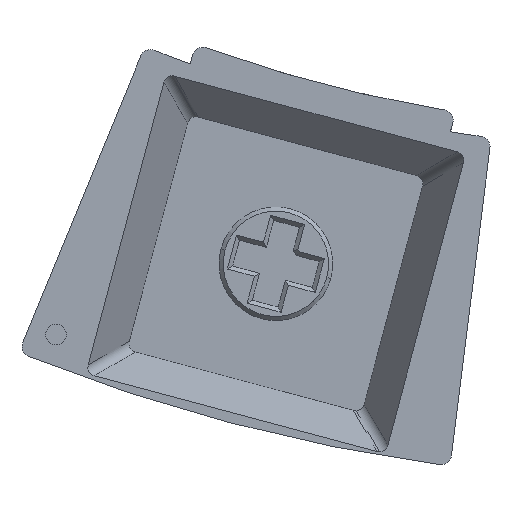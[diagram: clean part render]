
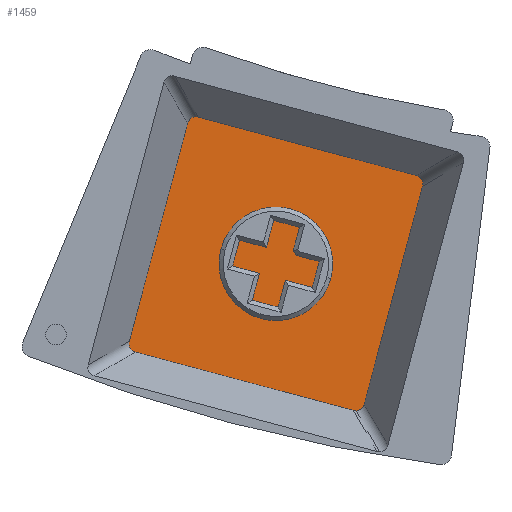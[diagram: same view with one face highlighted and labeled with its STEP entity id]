
A CAD part, front view. The second image highlights one B-rep face of the part: STEP entity #1459.
In plain terms, the highlighted planar face has unit normal (0, -1, 0).
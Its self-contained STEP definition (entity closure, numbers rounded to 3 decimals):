
#7 = CARTESIAN_POINT ( 'NONE',  ( -23.742, 0., 9.594 ) ) ;
#92 =( BOUNDED_CURVE ( )  B_SPLINE_CURVE ( 3, ( #1200, #398, #418, #934 ),
 .UNSPECIFIED., .F., .T. ) 
 B_SPLINE_CURVE_WITH_KNOTS ( ( 4, 4 ),
 ( 2.483, 3.801 ),
 .UNSPECIFIED. ) 
 CURVE ( )  GEOMETRIC_REPRESENTATION_ITEM ( )  RATIONAL_B_SPLINE_CURVE ( ( 1., 0.86, 0.86, 1. ) ) 
 REPRESENTATION_ITEM ( '' )  );
#139 = CARTESIAN_POINT ( 'NONE',  ( -24.272, 0., 9.287 ) ) ;
#158 = EDGE_CURVE ( 'NONE', #1345, #1811, #1206, .T. ) ;
#179 = CARTESIAN_POINT ( 'NONE',  ( -27.044, 0., -1.704 ) ) ;
#218 =( BOUNDED_CURVE ( )  B_SPLINE_CURVE ( 3, ( #1009, #1800, #2295, #1303 ),
 .UNSPECIFIED., .F., .T. ) 
 B_SPLINE_CURVE_WITH_KNOTS ( ( 4, 4 ),
 ( 5.624, 5.863 ),
 .UNSPECIFIED. ) 
 CURVE ( )  GEOMETRIC_REPRESENTATION_ITEM ( )  RATIONAL_B_SPLINE_CURVE ( ( 1., 0.995, 0.995, 1. ) ) 
 REPRESENTATION_ITEM ( '' )  );
#256 = CARTESIAN_POINT ( 'NONE',  ( -15.931, 0., -4.611 ) ) ;
#303 =( BOUNDED_CURVE ( )  B_SPLINE_CURVE ( 3, ( #311, #1609, #2684, #2393 ),
 .UNSPECIFIED., .F., .T. ) 
 B_SPLINE_CURVE_WITH_KNOTS ( ( 4, 4 ),
 ( 2.721, 3.801 ),
 .UNSPECIFIED. ) 
 CURVE ( )  GEOMETRIC_REPRESENTATION_ITEM ( )  RATIONAL_B_SPLINE_CURVE ( ( 1., 0.905, 0.905, 1. ) ) 
 REPRESENTATION_ITEM ( '' )  );
#311 = CARTESIAN_POINT ( 'NONE',  ( -23.87, 0., 9.611 ) ) ;
#314 = AXIS2_PLACEMENT_3D ( 'NONE', #1149, #2454, #2753 ) ;
#358 = EDGE_CURVE ( 'NONE', #3111, #779, #218, .T. ) ;
#398 = CARTESIAN_POINT ( 'NONE',  ( -12.838, 0., 6.498 ) ) ;
#418 = CARTESIAN_POINT ( 'NONE',  ( -12.956, 0., 6.704 ) ) ;
#432 = VERTEX_POINT ( 'NONE', #139 ) ;
#435 = CARTESIAN_POINT ( 'NONE',  ( -13.213, 0., 6.772 ) ) ;
#467 = VECTOR ( 'NONE', #683, 1000. ) ;
#477 = CARTESIAN_POINT ( 'NONE',  ( -12.906, 0., 6.242 ) ) ;
#516 = CARTESIAN_POINT ( 'NONE',  ( -16.13, 0., -4.611 ) ) ;
#543 = CARTESIAN_POINT ( 'NONE',  ( -23.87, 0., 9.611 ) ) ;
#571 = VERTEX_POINT ( 'NONE', #477 ) ;
#576 = LINE ( 'NONE', #1603, #1921 ) ;
#605 = ORIENTED_EDGE ( 'NONE', *, *, #3121, .T. ) ;
#683 = DIRECTION ( 'NONE',  ( 0.966, 0., -0.259 ) ) ;
#779 = VERTEX_POINT ( 'NONE', #1005 ) ;
#809 = EDGE_CURVE ( 'NONE', #1811, #2697, #3302, .T. ) ;
#826 = DIRECTION ( 'NONE',  ( -0.259, 0., -0.966 ) ) ;
#867 = CARTESIAN_POINT ( 'NONE',  ( -27.094, 0., -1.242 ) ) ;
#882 =( BOUNDED_CURVE ( )  B_SPLINE_CURVE ( 3, ( #516, #256, #1026, #2038 ),
 .UNSPECIFIED., .F., .T. ) 
 B_SPLINE_CURVE_WITH_KNOTS ( ( 4, 4 ),
 ( 5.863, 6.942 ),
 .UNSPECIFIED. ) 
 CURVE ( )  GEOMETRIC_REPRESENTATION_ITEM ( )  RATIONAL_B_SPLINE_CURVE ( ( 1., 0.905, 0.905, 1. ) ) 
 REPRESENTATION_ITEM ( '' )  );
#934 = CARTESIAN_POINT ( 'NONE',  ( -13.213, 0., 6.772 ) ) ;
#974 = EDGE_LOOP ( 'NONE', ( #1678, #1542, #3130, #1796, #605, #1031, #2151, #1695, #2686, #2425 ) ) ;
#1005 = CARTESIAN_POINT ( 'NONE',  ( -16.13, 0., -4.611 ) ) ;
#1007 =( BOUNDED_CURVE ( )  B_SPLINE_CURVE ( 3, ( #3251, #2698, #179, #2995 ),
 .UNSPECIFIED., .F., .T. ) 
 B_SPLINE_CURVE_WITH_KNOTS ( ( 4, 4 ),
 ( 5.624, 6.942 ),
 .UNSPECIFIED. ) 
 CURVE ( )  GEOMETRIC_REPRESENTATION_ITEM ( )  RATIONAL_B_SPLINE_CURVE ( ( 1., 0.86, 0.86, 1. ) ) 
 REPRESENTATION_ITEM ( '' )  );
#1009 = CARTESIAN_POINT ( 'NONE',  ( -16.258, 0., -4.594 ) ) ;
#1010 = CARTESIAN_POINT ( 'NONE',  ( -16.258, 0., -4.594 ) ) ;
#1026 = CARTESIAN_POINT ( 'NONE',  ( -15.782, 0., -4.492 ) ) ;
#1031 = ORIENTED_EDGE ( 'NONE', *, *, #1574, .T. ) ;
#1098 = EDGE_CURVE ( 'NONE', #1794, #3111, #1946, .T. ) ;
#1145 = CARTESIAN_POINT ( 'NONE',  ( -15.728, 0., -4.287 ) ) ;
#1149 = CARTESIAN_POINT ( 'NONE',  ( -0.528, 0., 76.987 ) ) ;
#1190 = DIRECTION ( 'NONE',  ( -0.966, 0., 0.259 ) ) ;
#1200 = CARTESIAN_POINT ( 'NONE',  ( -12.906, 0., 6.242 ) ) ;
#1206 = LINE ( 'NONE', #1501, #2522 ) ;
#1266 = VERTEX_POINT ( 'NONE', #867 ) ;
#1277 = EDGE_CURVE ( 'NONE', #432, #1266, #2374, .T. ) ;
#1285 = CARTESIAN_POINT ( 'NONE',  ( -23.785, 0., 9.605 ) ) ;
#1303 = CARTESIAN_POINT ( 'NONE',  ( -16.13, 0., -4.611 ) ) ;
#1343 = EDGE_CURVE ( 'NONE', #1266, #1794, #1007, .T. ) ;
#1345 = VERTEX_POINT ( 'NONE', #435 ) ;
#1459 = ADVANCED_FACE ( 'NONE', ( #3035 ), #1672, .T. ) ;
#1501 = CARTESIAN_POINT ( 'NONE',  ( -18.931, 0., 8.305 ) ) ;
#1542 = ORIENTED_EDGE ( 'NONE', *, *, #1343, .T. ) ;
#1574 = EDGE_CURVE ( 'NONE', #3256, #571, #576, .T. ) ;
#1603 = CARTESIAN_POINT ( 'NONE',  ( 5.609, 0., 75.343 ) ) ;
#1609 = CARTESIAN_POINT ( 'NONE',  ( -24.069, 0., 9.611 ) ) ;
#1672 = PLANE ( 'NONE',  #314 ) ;
#1678 = ORIENTED_EDGE ( 'NONE', *, *, #1277, .T. ) ;
#1695 = ORIENTED_EDGE ( 'NONE', *, *, #158, .T. ) ;
#1731 = VECTOR ( 'NONE', #826, 1000. ) ;
#1753 = CARTESIAN_POINT ( 'NONE',  ( -23.87, 0., 9.611 ) ) ;
#1794 = VERTEX_POINT ( 'NONE', #2776 ) ;
#1796 = ORIENTED_EDGE ( 'NONE', *, *, #358, .T. ) ;
#1800 = CARTESIAN_POINT ( 'NONE',  ( -16.215, 0., -4.605 ) ) ;
#1811 = VERTEX_POINT ( 'NONE', #7 ) ;
#1835 = DIRECTION ( 'NONE',  ( 0.259, 0., 0.966 ) ) ;
#1921 = VECTOR ( 'NONE', #1835, 1000. ) ;
#1946 = LINE ( 'NONE', #2478, #467 ) ;
#2038 = CARTESIAN_POINT ( 'NONE',  ( -15.728, 0., -4.287 ) ) ;
#2111 = CARTESIAN_POINT ( 'NONE',  ( -5.757, 0., 78.388 ) ) ;
#2151 = ORIENTED_EDGE ( 'NONE', *, *, #2550, .T. ) ;
#2290 = CARTESIAN_POINT ( 'NONE',  ( -23.828, 0., 9.611 ) ) ;
#2295 = CARTESIAN_POINT ( 'NONE',  ( -16.172, 0., -4.611 ) ) ;
#2374 = LINE ( 'NONE', #2111, #1731 ) ;
#2393 = CARTESIAN_POINT ( 'NONE',  ( -24.272, 0., 9.287 ) ) ;
#2425 = ORIENTED_EDGE ( 'NONE', *, *, #2428, .T. ) ;
#2428 = EDGE_CURVE ( 'NONE', #2697, #432, #303, .T. ) ;
#2454 = DIRECTION ( 'NONE',  ( 0., -1., 0. ) ) ;
#2478 = CARTESIAN_POINT ( 'NONE',  ( -21.977, 0., -3.061 ) ) ;
#2522 = VECTOR ( 'NONE', #1190, 1000. ) ;
#2550 = EDGE_CURVE ( 'NONE', #571, #1345, #92, .T. ) ;
#2684 = CARTESIAN_POINT ( 'NONE',  ( -24.218, 0., 9.492 ) ) ;
#2686 = ORIENTED_EDGE ( 'NONE', *, *, #809, .T. ) ;
#2697 = VERTEX_POINT ( 'NONE', #1753 ) ;
#2698 = CARTESIAN_POINT ( 'NONE',  ( -27.162, 0., -1.498 ) ) ;
#2753 = DIRECTION ( 'NONE',  ( 0., 0., -1. ) ) ;
#2776 = CARTESIAN_POINT ( 'NONE',  ( -26.787, 0., -1.772 ) ) ;
#2995 = CARTESIAN_POINT ( 'NONE',  ( -26.787, 0., -1.772 ) ) ;
#3035 = FACE_OUTER_BOUND ( 'NONE', #974, .T. ) ;
#3071 = CARTESIAN_POINT ( 'NONE',  ( -23.742, 0., 9.594 ) ) ;
#3111 = VERTEX_POINT ( 'NONE', #1010 ) ;
#3121 = EDGE_CURVE ( 'NONE', #779, #3256, #882, .T. ) ;
#3130 = ORIENTED_EDGE ( 'NONE', *, *, #1098, .T. ) ;
#3251 = CARTESIAN_POINT ( 'NONE',  ( -27.094, 0., -1.242 ) ) ;
#3256 = VERTEX_POINT ( 'NONE', #1145 ) ;
#3302 =( BOUNDED_CURVE ( )  B_SPLINE_CURVE ( 3, ( #3071, #1285, #2290, #543 ),
 .UNSPECIFIED., .F., .T. ) 
 B_SPLINE_CURVE_WITH_KNOTS ( ( 4, 4 ),
 ( 2.483, 2.721 ),
 .UNSPECIFIED. ) 
 CURVE ( )  GEOMETRIC_REPRESENTATION_ITEM ( )  RATIONAL_B_SPLINE_CURVE ( ( 1., 0.995, 0.995, 1. ) ) 
 REPRESENTATION_ITEM ( '' )  );
